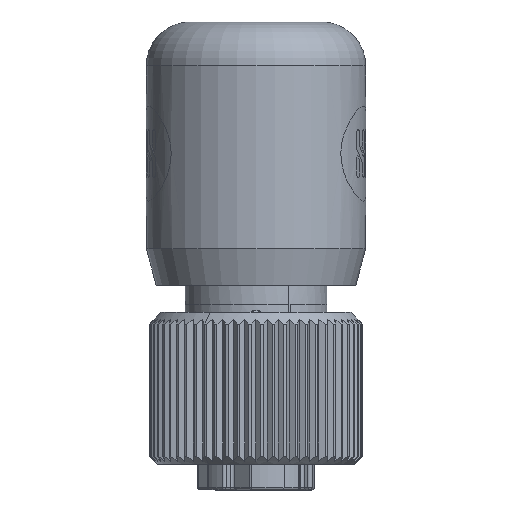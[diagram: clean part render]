
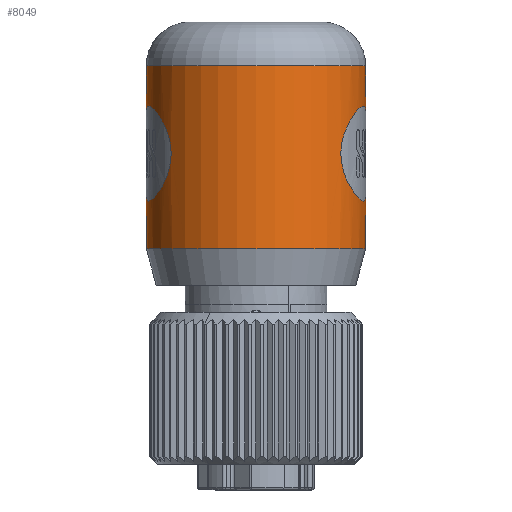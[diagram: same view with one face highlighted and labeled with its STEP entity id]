
A CAD part, left-side view. The second image highlights one B-rep face of the part: STEP entity #8049.
In plain terms, the highlighted cylindrical face has radius 7.5 mm (diameter 15 mm), a partial arc.
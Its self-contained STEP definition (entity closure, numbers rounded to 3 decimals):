
#7958=AXIS2_PLACEMENT_3D('Cylinder Axis2P3D',#7955,#7956,#7957) ;
#7999=AXIS2_PLACEMENT_3D('Circle Axis2P3D',#7997,#7998,$) ;
#8018=AXIS2_PLACEMENT_3D('Circle Axis2P3D',#8016,#8017,$) ;
#7454=CARTESIAN_POINT('Control Point',(6.,0.152,19.75)) ;
#7455=CARTESIAN_POINT('Control Point',(5.788,0.195,19.75)) ;
#7456=CARTESIAN_POINT('Control Point',(5.578,0.246,19.767)) ;
#7457=CARTESIAN_POINT('Control Point',(5.372,0.303,19.801)) ;
#7458=CARTESIAN_POINT('Control Point',(4.753,0.502,19.954)) ;
#7459=CARTESIAN_POINT('Control Point',(4.199,0.748,20.247)) ;
#7460=CARTESIAN_POINT('Control Point',(3.866,0.925,20.497)) ;
#7461=CARTESIAN_POINT('Control Point',(3.308,1.266,21.072)) ;
#7462=CARTESIAN_POINT('Control Point',(2.941,1.54,21.801)) ;
#7463=CARTESIAN_POINT('Control Point',(2.814,1.644,22.185)) ;
#7464=CARTESIAN_POINT('Control Point',(2.708,1.73,22.859)) ;
#7465=CARTESIAN_POINT('Control Point',(2.777,1.674,23.533)) ;
#7466=CARTESIAN_POINT('Control Point',(2.832,1.629,23.793)) ;
#7467=CARTESIAN_POINT('Control Point',(3.095,1.421,24.622)) ;
#7468=CARTESIAN_POINT('Control Point',(3.603,1.067,25.309)) ;
#7469=CARTESIAN_POINT('Control Point',(4.047,0.805,25.698)) ;
#7470=CARTESIAN_POINT('Control Point',(4.99,0.379,26.207)) ;
#7471=CARTESIAN_POINT('Control Point',(6.1,0.106,26.302)) ;
#7472=CARTESIAN_POINT('Control Point',(6.596,0.031,26.252)) ;
#7473=CARTESIAN_POINT('Control Point',(7.07,0.,26.107)) ;
#7474=CARTESIAN_POINT('Control Point',(7.5,0.,25.883)) ;
#7475=CARTESIAN_POINT('Vertex',(6.,0.152,19.75)) ;
#7477=CARTESIAN_POINT('Vertex',(7.5,0.,25.883)) ;
#7481=CARTESIAN_POINT('Control Point',(6.,0.152,19.75)) ;
#7482=CARTESIAN_POINT('Control Point',(6.385,0.073,19.75)) ;
#7483=CARTESIAN_POINT('Control Point',(6.776,0.021,19.811)) ;
#7484=CARTESIAN_POINT('Control Point',(7.153,0.,19.936)) ;
#7485=CARTESIAN_POINT('Control Point',(7.5,0.,20.117)) ;
#7486=CARTESIAN_POINT('Vertex',(7.5,0.,20.117)) ;
#7955=CARTESIAN_POINT('Axis2P3D Location',(7.5,7.5,24.5)) ;
#7961=CARTESIAN_POINT('Control Point',(6.,14.848,26.25)) ;
#7962=CARTESIAN_POINT('Control Point',(5.652,14.777,26.25)) ;
#7963=CARTESIAN_POINT('Control Point',(5.308,14.686,26.203)) ;
#7964=CARTESIAN_POINT('Control Point',(4.978,14.575,26.112)) ;
#7965=CARTESIAN_POINT('Control Point',(4.28,14.297,25.821)) ;
#7966=CARTESIAN_POINT('Control Point',(3.704,13.983,25.354)) ;
#7967=CARTESIAN_POINT('Control Point',(3.426,13.807,25.047)) ;
#7968=CARTESIAN_POINT('Control Point',(3.024,13.525,24.434)) ;
#7969=CARTESIAN_POINT('Control Point',(2.804,13.349,23.711)) ;
#7970=CARTESIAN_POINT('Control Point',(2.747,13.301,23.383)) ;
#7971=CARTESIAN_POINT('Control Point',(2.721,13.28,22.716)) ;
#7972=CARTESIAN_POINT('Control Point',(2.86,13.393,22.072)) ;
#7973=CARTESIAN_POINT('Control Point',(2.968,13.479,21.768)) ;
#7974=CARTESIAN_POINT('Control Point',(3.269,13.702,21.161)) ;
#7975=CARTESIAN_POINT('Control Point',(3.704,13.978,20.66)) ;
#7976=CARTESIAN_POINT('Control Point',(3.97,14.129,20.425)) ;
#7977=CARTESIAN_POINT('Control Point',(4.593,14.438,20.01)) ;
#7978=CARTESIAN_POINT('Control Point',(5.33,14.697,19.781)) ;
#7979=CARTESIAN_POINT('Control Point',(5.741,14.81,19.72)) ;
#7980=CARTESIAN_POINT('Control Point',(6.359,14.929,19.73)) ;
#7981=CARTESIAN_POINT('Control Point',(6.958,14.984,19.885)) ;
#7982=CARTESIAN_POINT('Control Point',(7.145,14.995,19.949)) ;
#7983=CARTESIAN_POINT('Control Point',(7.326,15.,20.026)) ;
#7984=CARTESIAN_POINT('Control Point',(7.5,15.,20.117)) ;
#7985=CARTESIAN_POINT('Vertex',(6.,14.848,26.25)) ;
#7987=CARTESIAN_POINT('Vertex',(7.5,15.,20.117)) ;
#7990=CARTESIAN_POINT('Line Origine',(7.5,15.,24.5)) ;
#7994=CARTESIAN_POINT('Vertex',(7.5,15.,16.5)) ;
#7997=CARTESIAN_POINT('Axis2P3D Location',(7.5,7.5,16.5)) ;
#8001=CARTESIAN_POINT('Vertex',(7.5,0.,16.5)) ;
#8004=CARTESIAN_POINT('Line Origine',(7.5,0.,24.5)) ;
#8009=CARTESIAN_POINT('Line Origine',(7.5,0.,24.5)) ;
#8013=CARTESIAN_POINT('Vertex',(7.5,0.,29.)) ;
#8016=CARTESIAN_POINT('Axis2P3D Location',(7.5,7.5,29.)) ;
#8020=CARTESIAN_POINT('Vertex',(7.5,15.,29.)) ;
#8023=CARTESIAN_POINT('Line Origine',(7.5,15.,24.5)) ;
#8027=CARTESIAN_POINT('Vertex',(7.5,15.,25.883)) ;
#8031=CARTESIAN_POINT('Control Point',(7.5,15.,25.883)) ;
#8032=CARTESIAN_POINT('Control Point',(7.153,15.,26.064)) ;
#8033=CARTESIAN_POINT('Control Point',(6.776,14.979,26.189)) ;
#8034=CARTESIAN_POINT('Control Point',(6.385,14.927,26.25)) ;
#8035=CARTESIAN_POINT('Control Point',(6.,14.848,26.25)) ;
#7956=DIRECTION('Axis2P3D Direction',(0.,0.,1.)) ;
#7957=DIRECTION('Axis2P3D XDirection',(0.,-1.,0.)) ;
#7991=DIRECTION('Vector Direction',(0.,0.,1.)) ;
#7998=DIRECTION('Axis2P3D Direction',(0.,0.,1.)) ;
#8005=DIRECTION('Vector Direction',(0.,0.,1.)) ;
#8010=DIRECTION('Vector Direction',(0.,0.,1.)) ;
#8017=DIRECTION('Axis2P3D Direction',(0.,0.,1.)) ;
#8024=DIRECTION('Vector Direction',(0.,0.,1.)) ;
#7992=VECTOR('Line Direction',#7991,1.) ;
#8006=VECTOR('Line Direction',#8005,1.) ;
#8011=VECTOR('Line Direction',#8010,1.) ;
#8025=VECTOR('Line Direction',#8024,1.) ;
#8038=ORIENTED_EDGE('',*,*,#7989,.T.) ;
#8039=ORIENTED_EDGE('',*,*,#7996,.F.) ;
#8040=ORIENTED_EDGE('',*,*,#8003,.T.) ;
#8041=ORIENTED_EDGE('',*,*,#8008,.T.) ;
#8042=ORIENTED_EDGE('',*,*,#7488,.T.) ;
#8043=ORIENTED_EDGE('',*,*,#7479,.T.) ;
#8044=ORIENTED_EDGE('',*,*,#8015,.T.) ;
#8045=ORIENTED_EDGE('',*,*,#8022,.F.) ;
#8046=ORIENTED_EDGE('',*,*,#8029,.F.) ;
#8047=ORIENTED_EDGE('',*,*,#8036,.T.) ;
#8049=ADVANCED_FACE('Hauptk\X2\00F6\X0\rper',(#8048),#7959,.T.) ;
#7453=B_SPLINE_CURVE_WITH_KNOTS('',5,(#7454,#7455,#7456,#7457,#7458,#7459,#7460,#7461,#7462,#7463,#7464,#7465,#7466,#7467,#7468,#7469,#7470,#7471,#7472,#7473,#7474),.UNSPECIFIED.,.F.,.U.,(6,3,3,3,3,3,6),(0.,1.477,4.566,7.447,9.332,13.706,17.046),.UNSPECIFIED.) ;
#7480=B_SPLINE_CURVE_WITH_KNOTS('',4,(#7481,#7482,#7483,#7484,#7485),.UNSPECIFIED.,.F.,.U.,(5,5),(0.,2.664),.UNSPECIFIED.) ;
#7960=B_SPLINE_CURVE_WITH_KNOTS('',5,(#7961,#7962,#7963,#7964,#7965,#7966,#7967,#7968,#7969,#7970,#7971,#7972,#7973,#7974,#7975,#7976,#7977,#7978,#7979,#7980,#7981,#7982,#7983,#7984),.UNSPECIFIED.,.F.,.U.,(6,3,3,3,3,3,3,6),(0.,3.012,6.793,9.66,12.503,15.758,19.339,21.01),.UNSPECIFIED.) ;
#8030=B_SPLINE_CURVE_WITH_KNOTS('',4,(#8031,#8032,#8033,#8034,#8035),.UNSPECIFIED.,.F.,.U.,(5,5),(33.232,35.897),.UNSPECIFIED.) ;
#8000=CIRCLE('generated circle',#7999,7.5) ;
#8019=CIRCLE('generated circle',#8018,7.5) ;
#7959=CYLINDRICAL_SURFACE('generated cylinder',#7958,7.5) ;
#7479=EDGE_CURVE('',#7476,#7478,#7453,.T.) ;
#7488=EDGE_CURVE('',#7487,#7476,#7480,.F.) ;
#7989=EDGE_CURVE('',#7986,#7988,#7960,.T.) ;
#7996=EDGE_CURVE('',#7995,#7988,#7993,.T.) ;
#8003=EDGE_CURVE('',#7995,#8002,#8000,.T.) ;
#8008=EDGE_CURVE('',#8002,#7487,#8007,.T.) ;
#8015=EDGE_CURVE('',#7478,#8014,#8012,.T.) ;
#8022=EDGE_CURVE('',#8021,#8014,#8019,.T.) ;
#8029=EDGE_CURVE('',#8028,#8021,#8026,.T.) ;
#8036=EDGE_CURVE('',#8028,#7986,#8030,.T.) ;
#8037=EDGE_LOOP('',(#8038,#8039,#8040,#8041,#8042,#8043,#8044,#8045,#8046,#8047)) ;
#8048=FACE_OUTER_BOUND('',#8037,.T.) ;
#7993=LINE('Line',#7990,#7992) ;
#8007=LINE('Line',#8004,#8006) ;
#8012=LINE('Line',#8009,#8011) ;
#8026=LINE('Line',#8023,#8025) ;
#7476=VERTEX_POINT('',#7475) ;
#7478=VERTEX_POINT('',#7477) ;
#7487=VERTEX_POINT('',#7486) ;
#7986=VERTEX_POINT('',#7985) ;
#7988=VERTEX_POINT('',#7987) ;
#7995=VERTEX_POINT('',#7994) ;
#8002=VERTEX_POINT('',#8001) ;
#8014=VERTEX_POINT('',#8013) ;
#8021=VERTEX_POINT('',#8020) ;
#8028=VERTEX_POINT('',#8027) ;
